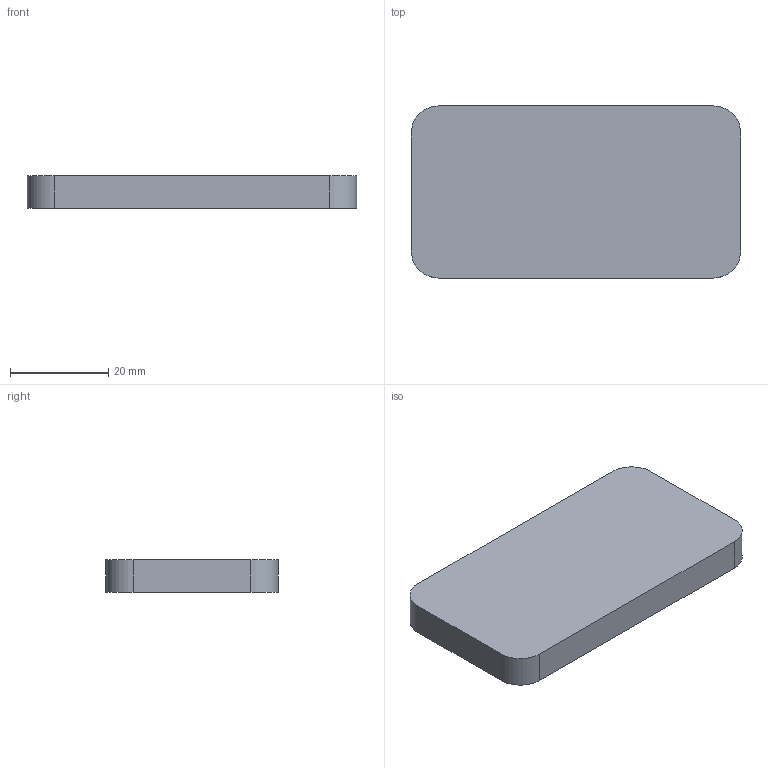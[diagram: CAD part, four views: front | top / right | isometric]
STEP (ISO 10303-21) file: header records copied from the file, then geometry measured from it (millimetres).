
FILE_DESCRIPTION(/* description */ (''),/* implementation_level */ '2;1');
FILE_NAME(/* name */ 'case_base.stp',/* time_stamp */ '2024-10-24T10:52:35+02:00',/* author */ ('lwerne'),/* organization */ (''),/* preprocessor_version */ 'ST-DEVELOPER v19',/* originating_system */ 'Autodesk Inventor 2023',/* authorisation */ '');
FILE_SCHEMA (('AUTOMOTIVE_DESIGN { 1 0 10303 214 3 1 1 }'));
Length unit declared in the file: millimetre
Products named in the file (1): case_base
Bounding box: 67 x 35 x 6.6 mm (x, y, z)
Volume: 6811.3 mm3; surface area: 6797.5 mm2
Topology: 1 solids, 1 shells, 47 faces, 122 edges, 81 vertices
Faces by surface type: plane 24, cylinder 22, torus 1
Full cylindrical faces by diameter (mm): 2.8 x3, 6 x1
Entity records: 1506 total; most frequent: DIRECTION 265, CARTESIAN_POINT 260, ORIENTED_EDGE 244, EDGE_CURVE 122, AXIS2_PLACEMENT_3D 96, VERTEX_POINT 81, LINE 73, VECTOR 73
